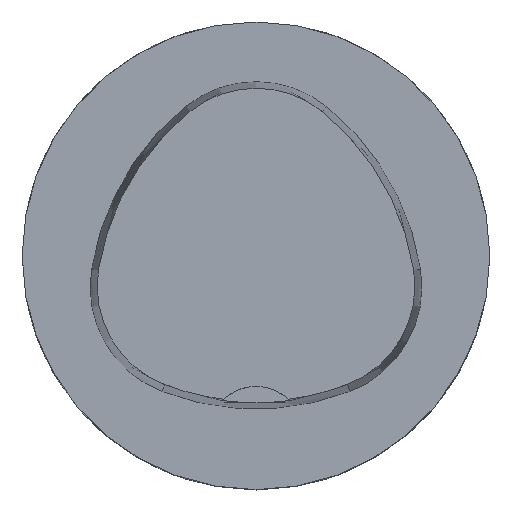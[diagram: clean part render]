
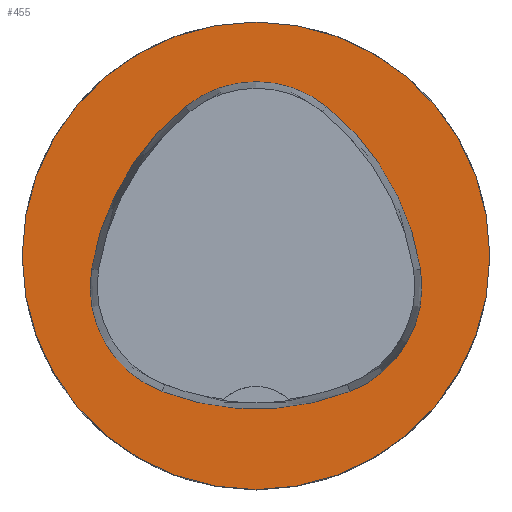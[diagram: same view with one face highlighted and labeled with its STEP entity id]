
A CAD part, top view. The second image highlights one B-rep face of the part: STEP entity #455.
In plain terms, the highlighted planar face has unit normal (0, 0, 1).
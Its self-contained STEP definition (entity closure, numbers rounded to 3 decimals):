
#228=PLANE('',#4695);
#344=FACE_BOUND('',#1001,.T.);
#345=FACE_BOUND('',#1002,.T.);
#455=ADVANCED_FACE('',(#344,#345),#228,.T.);
#1001=EDGE_LOOP('',(#2252,#2253,#2254,#2255,#2256,#2257));
#1002=EDGE_LOOP('',(#2258));
#1271=CIRCLE('',#4667,25.);
#1272=CIRCLE('',#4673,28.);
#1274=CIRCLE('',#4676,12.);
#1276=CIRCLE('',#4679,28.);
#1278=CIRCLE('',#4682,12.);
#1282=CIRCLE('',#4687,28.);
#1284=CIRCLE('',#4690,12.);
#2252=ORIENTED_EDGE('',*,*,#3892,.T.);
#2253=ORIENTED_EDGE('',*,*,#3872,.T.);
#2254=ORIENTED_EDGE('',*,*,#3876,.T.);
#2255=ORIENTED_EDGE('',*,*,#3879,.T.);
#2256=ORIENTED_EDGE('',*,*,#3882,.T.);
#2257=ORIENTED_EDGE('',*,*,#3890,.T.);
#2258=ORIENTED_EDGE('',*,*,#3863,.F.);
#3419=VERTEX_POINT('',#7069);
#3428=VERTEX_POINT('',#7088);
#3429=VERTEX_POINT('',#7089);
#3432=VERTEX_POINT('',#7097);
#3434=VERTEX_POINT('',#7103);
#3436=VERTEX_POINT('',#7109);
#3443=VERTEX_POINT('',#7130);
#3863=EDGE_CURVE('',#3419,#3419,#1271,.T.);
#3872=EDGE_CURVE('',#3428,#3429,#1272,.T.);
#3876=EDGE_CURVE('',#3429,#3432,#1274,.T.);
#3879=EDGE_CURVE('',#3432,#3434,#1276,.T.);
#3882=EDGE_CURVE('',#3434,#3436,#1278,.T.);
#3890=EDGE_CURVE('',#3436,#3443,#1282,.T.);
#3892=EDGE_CURVE('',#3443,#3428,#1284,.T.);
#4667=AXIS2_PLACEMENT_3D('',#7068,#5287,#5288);
#4673=AXIS2_PLACEMENT_3D('',#7087,#5303,#5304);
#4676=AXIS2_PLACEMENT_3D('',#7096,#5311,#5312);
#4679=AXIS2_PLACEMENT_3D('',#7102,#5318,#5319);
#4682=AXIS2_PLACEMENT_3D('',#7108,#5325,#5326);
#4687=AXIS2_PLACEMENT_3D('',#7131,#5337,#5338);
#4690=AXIS2_PLACEMENT_3D('',#7134,#5343,#5344);
#4695=AXIS2_PLACEMENT_3D('',#7139,#5353,#5354);
#5287=DIRECTION('',(0.,0.,-1.));
#5288=DIRECTION('',(-1.,0.,0.));
#5303=DIRECTION('',(0.,0.,-1.));
#5304=DIRECTION('',(-1.,0.,0.));
#5311=DIRECTION('',(0.,0.,-1.));
#5312=DIRECTION('',(-1.,0.,0.));
#5318=DIRECTION('',(0.,0.,-1.));
#5319=DIRECTION('',(-1.,0.,0.));
#5325=DIRECTION('',(0.,0.,-1.));
#5326=DIRECTION('',(-1.,0.,0.));
#5337=DIRECTION('',(0.,0.,-1.));
#5338=DIRECTION('',(-1.,0.,0.));
#5343=DIRECTION('',(0.,0.,-1.));
#5344=DIRECTION('',(-1.,0.,0.));
#5353=DIRECTION('',(0.,0.,1.));
#5354=DIRECTION('',(1.,0.,0.));
#7068=CARTESIAN_POINT('',(0.,0.,0.));
#7069=CARTESIAN_POINT('',(-25.,0.,0.));
#7087=CARTESIAN_POINT('',(10.068,-5.824,0.));
#7088=CARTESIAN_POINT('',(-17.584,-1.424,0.));
#7089=CARTESIAN_POINT('',(-7.531,15.953,0.));
#7096=CARTESIAN_POINT('',(0.011,6.62,0.));
#7097=CARTESIAN_POINT('',(7.567,15.942,0.));
#7102=CARTESIAN_POINT('',(-10.063,-5.81,0.));
#7103=CARTESIAN_POINT('',(17.59,-1.418,0.));
#7108=CARTESIAN_POINT('',(5.739,-3.3,0.));
#7109=CARTESIAN_POINT('',(10.05,-14.499,0.));
#7130=CARTESIAN_POINT('',(-10.025,-14.516,0.));
#7131=CARTESIAN_POINT('',(-0.01,11.631,0.));
#7134=CARTESIAN_POINT('',(-5.733,-3.31,0.));
#7139=CARTESIAN_POINT('',(0.,0.,0.));
